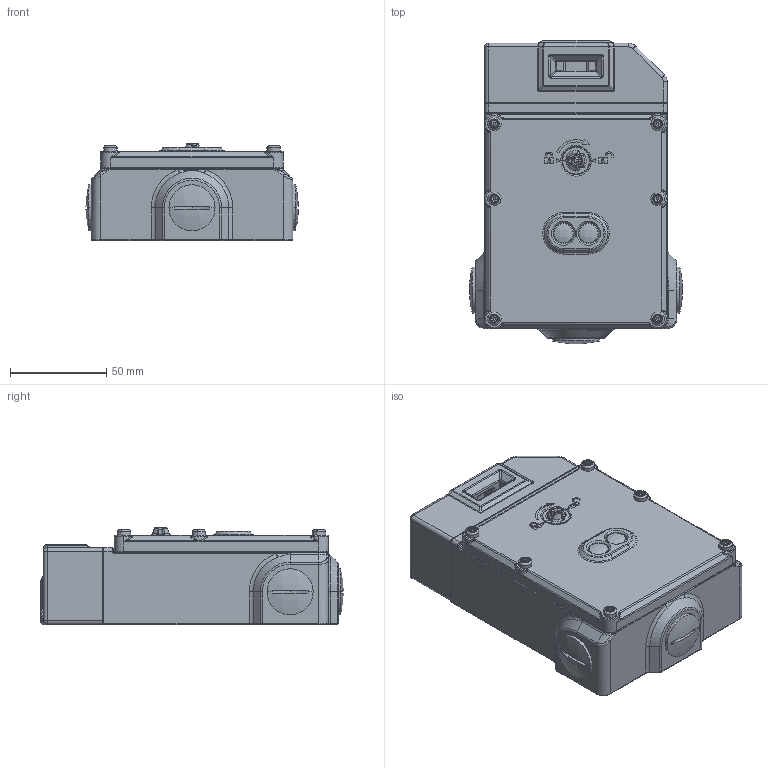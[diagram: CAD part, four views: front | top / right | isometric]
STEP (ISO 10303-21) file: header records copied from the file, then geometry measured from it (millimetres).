
FILE_DESCRIPTION (( 'STEP AP214' ), '1' );
FILE_NAME ('KLT-SS-451008.step', '2017-09-27T15:07:54', ( '' ), ( '' ), 'SwSTEP 2.0', 'SolidWorks 2017', '' );
FILE_SCHEMA (( 'AUTOMOTIVE_DESIGN' ));
Length unit declared in the file: inch
Products named in the file (1): KLT-SS-451008
Bounding box: 110.79 x 157.89 x 50.5 mm (x, y, z)
Volume: 229487.7 mm3; surface area: 134969.9 mm2
Topology: 21 solids, 21 shells, 3390 faces, 7924 edges, 4465 vertices
Faces by surface type: cylinder 1370, bspline 999, plane 741, cone 280
Entity records: 163039 total; most frequent: CARTESIAN_POINT 47571, ORIENTED_EDGE 15426, DIRECTION 14569, EDGE_CURVE 7713, AXIS2_PLACEMENT_3D 5870, VERTEX_POINT 4465, EDGE_LOOP 3550, CIRCLE 3478
